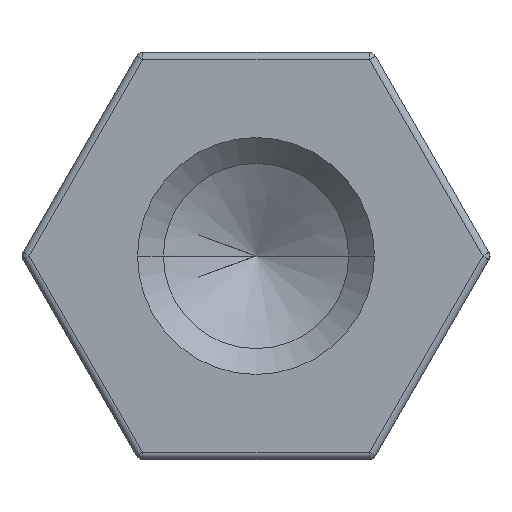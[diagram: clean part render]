
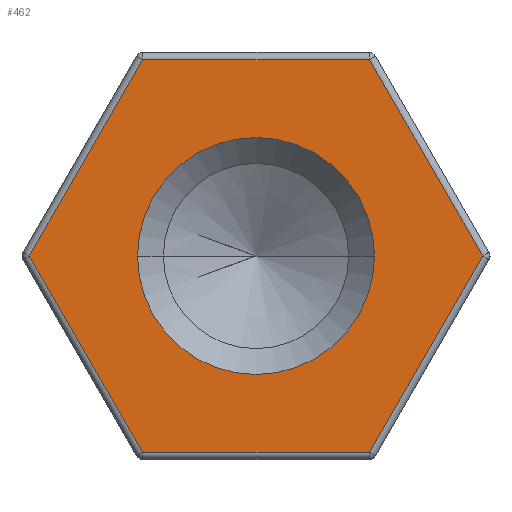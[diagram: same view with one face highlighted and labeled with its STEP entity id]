
A CAD part, left-side view. The second image highlights one B-rep face of the part: STEP entity #462.
In plain terms, the highlighted planar face has unit normal (-1, 0, 0).
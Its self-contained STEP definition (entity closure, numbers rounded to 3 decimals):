
#12 = DIRECTION ( 'NONE',  ( 0., 1., 0. ) ) ;
#23 = DIRECTION ( 'NONE',  ( 1., 0., 0. ) ) ;
#32 = CARTESIAN_POINT ( 'NONE',  ( 0., 1.6, 0. ) ) ;
#53 = CARTESIAN_POINT ( 'NONE',  ( 0., 0., -2.65 ) ) ;
#72 = AXIS2_PLACEMENT_3D ( 'NONE', #1303, #23, #12 ) ;
#81 = CARTESIAN_POINT ( 'NONE',  ( 0., -2.295, 1.325 ) ) ;
#88 = AXIS2_PLACEMENT_3D ( 'NONE', #1407, #385, #1239 ) ;
#134 = AXIS2_PLACEMENT_3D ( 'NONE', #766, #757, #755 ) ;
#141 = EDGE_CURVE ( 'NONE', #617, #686, #1214, .T. ) ;
#149 = CARTESIAN_POINT ( 'NONE',  ( 0., -1.6, 0. ) ) ;
#185 = FACE_BOUND ( 'NONE', #1110, .T. ) ;
#187 = FACE_OUTER_BOUND ( 'NONE', #1156, .T. ) ;
#234 = EDGE_CURVE ( 'NONE', #1144, #693, #503, .T. ) ;
#243 = EDGE_CURVE ( 'NONE', #712, #1144, #487, .T. ) ;
#247 = EDGE_CURVE ( 'NONE', #901, #712, #476, .T. ) ;
#254 = EDGE_CURVE ( 'NONE', #1041, #901, #735, .T. ) ;
#262 = EDGE_CURVE ( 'NONE', #814, #1041, #1031, .T. ) ;
#265 = EDGE_CURVE ( 'NONE', #693, #814, #461, .T. ) ;
#269 = EDGE_CURVE ( 'NONE', #686, #617, #457, .T. ) ;
#385 = DIRECTION ( 'NONE',  ( 1., 0., 0. ) ) ;
#396 = DIRECTION ( 'NONE',  ( 0., -1., 0. ) ) ;
#454 = VECTOR ( 'NONE', #1224, 1000. ) ;
#457 = CIRCLE ( 'NONE', #72, 1.6 ) ;
#458 = VECTOR ( 'NONE', #1418, 1000. ) ;
#461 = LINE ( 'NONE', #81, #454 ) ;
#462 = ADVANCED_FACE ( 'NONE', ( #187, #185 ), #1350, .F. ) ;
#464 = VECTOR ( 'NONE', #1406, 1000. ) ;
#476 = LINE ( 'NONE', #514, #1062 ) ;
#481 = VECTOR ( 'NONE', #396, 1000. ) ;
#486 = VECTOR ( 'NONE', #595, 1000. ) ;
#487 = LINE ( 'NONE', #53, #481 ) ;
#503 = LINE ( 'NONE', #1136, #486 ) ;
#514 = CARTESIAN_POINT ( 'NONE',  ( 0., 2.295, -1.325 ) ) ;
#567 = CARTESIAN_POINT ( 'NONE',  ( 0., 1.53, 2.65 ) ) ;
#595 = DIRECTION ( 'NONE',  ( 0., -0.5, 0.866 ) ) ;
#617 = VERTEX_POINT ( 'NONE', #149 ) ;
#686 = VERTEX_POINT ( 'NONE', #32 ) ;
#693 = VERTEX_POINT ( 'NONE', #1223 ) ;
#712 = VERTEX_POINT ( 'NONE', #744 ) ;
#735 = LINE ( 'NONE', #805, #464 ) ;
#744 = CARTESIAN_POINT ( 'NONE',  ( 0., 1.53, -2.65 ) ) ;
#755 = DIRECTION ( 'NONE',  ( 0., 1., 0. ) ) ;
#757 = DIRECTION ( 'NONE',  ( 1., 0., 0. ) ) ;
#766 = CARTESIAN_POINT ( 'NONE',  ( 0., 0., 0. ) ) ;
#805 = CARTESIAN_POINT ( 'NONE',  ( 0., 2.295, 1.325 ) ) ;
#814 = VERTEX_POINT ( 'NONE', #1291 ) ;
#901 = VERTEX_POINT ( 'NONE', #1296 ) ;
#944 = ORIENTED_EDGE ( 'NONE', *, *, #141, .T. ) ;
#947 = ORIENTED_EDGE ( 'NONE', *, *, #269, .T. ) ;
#972 = ORIENTED_EDGE ( 'NONE', *, *, #234, .T. ) ;
#975 = ORIENTED_EDGE ( 'NONE', *, *, #243, .T. ) ;
#982 = ORIENTED_EDGE ( 'NONE', *, *, #247, .T. ) ;
#984 = ORIENTED_EDGE ( 'NONE', *, *, #254, .T. ) ;
#1008 = ORIENTED_EDGE ( 'NONE', *, *, #262, .T. ) ;
#1009 = ORIENTED_EDGE ( 'NONE', *, *, #265, .T. ) ;
#1031 = LINE ( 'NONE', #1106, #458 ) ;
#1041 = VERTEX_POINT ( 'NONE', #567 ) ;
#1062 = VECTOR ( 'NONE', #1420, 1000. ) ;
#1106 = CARTESIAN_POINT ( 'NONE',  ( 0., 0., 2.65 ) ) ;
#1110 = EDGE_LOOP ( 'NONE', ( #947, #944 ) ) ;
#1136 = CARTESIAN_POINT ( 'NONE',  ( 0., -2.295, -1.325 ) ) ;
#1144 = VERTEX_POINT ( 'NONE', #1304 ) ;
#1156 = EDGE_LOOP ( 'NONE', ( #1009, #1008, #984, #982, #975, #972 ) ) ;
#1214 = CIRCLE ( 'NONE', #134, 1.6 ) ;
#1223 = CARTESIAN_POINT ( 'NONE',  ( 0., -3.06, 0. ) ) ;
#1224 = DIRECTION ( 'NONE',  ( 0., 0.5, 0.866 ) ) ;
#1239 = DIRECTION ( 'NONE',  ( 0., 1., 0. ) ) ;
#1291 = CARTESIAN_POINT ( 'NONE',  ( 0., -1.53, 2.65 ) ) ;
#1296 = CARTESIAN_POINT ( 'NONE',  ( 0., 3.06, 0. ) ) ;
#1303 = CARTESIAN_POINT ( 'NONE',  ( 0., 0., 0. ) ) ;
#1304 = CARTESIAN_POINT ( 'NONE',  ( 0., -1.53, -2.65 ) ) ;
#1350 = PLANE ( 'NONE',  #88 ) ;
#1406 = DIRECTION ( 'NONE',  ( 0., 0.5, -0.866 ) ) ;
#1407 = CARTESIAN_POINT ( 'NONE',  ( 0., 0., 0. ) ) ;
#1418 = DIRECTION ( 'NONE',  ( 0., 1., 0. ) ) ;
#1420 = DIRECTION ( 'NONE',  ( 0., -0.5, -0.866 ) ) ;
